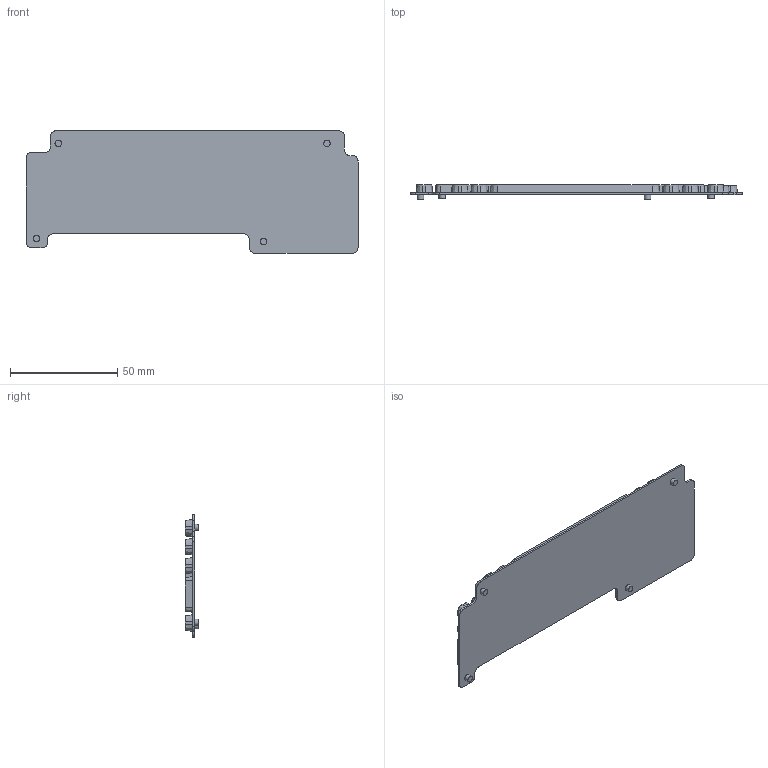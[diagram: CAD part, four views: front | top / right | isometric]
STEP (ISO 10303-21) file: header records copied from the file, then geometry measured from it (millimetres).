
FILE_DESCRIPTION(/* description */ (''),/* implementation_level */ '2;1');
FILE_NAME(/* name */ 'Silicone Keyboard.step',/* time_stamp */ '2019-02-11T13:42:14-08:00',/* author */ ('benchoff'),/* organization */ (''),/* preprocessor_version */ 'ST-DEVELOPER v16.13',/* originating_system */ 'Autodesk Translation Framework v6.5.0.72',/* authorisation */ '');
FILE_SCHEMA (('AUTOMOTIVE_DESIGN { 1 0 10303 214 3 1 1 }'));
Length unit declared in the file: millimetre
Products named in the file (1): Silicone Keyboard
Bounding box: 154.91 x 6.5 x 57.15 mm (x, y, z)
Volume: 22208.5 mm3; surface area: 31048.9 mm2
Topology: 70 solids, 70 shells, 727 faces, 1749 edges, 1166 vertices
Faces by surface type: plane 434, bspline 281, cylinder 12
Entity records: 24994 total; most frequent: CARTESIAN_POINT 10487, ORIENTED_EDGE 3498, DIRECTION 1828, EDGE_CURVE 1749, VERTEX_POINT 1166, LINE 886, VECTOR 886, B_SPLINE_CURVE_WITH_KNOTS 839
